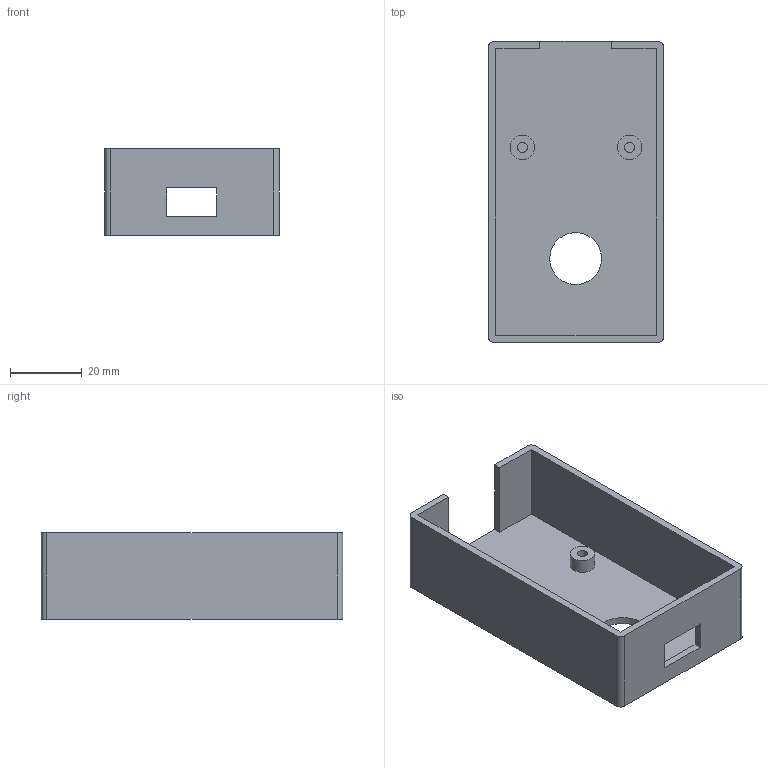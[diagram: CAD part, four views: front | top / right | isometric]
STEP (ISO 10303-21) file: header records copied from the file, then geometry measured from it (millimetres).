
FILE_DESCRIPTION(/* description */ (''),/* implementation_level */ '2;1');
FILE_NAME(/* name */ 'co2home-case.step.step',/* time_stamp */ '2023-04-01T17:50:40-04:00',/* author */ (''),/* organization */ (''),/* preprocessor_version */ 'ST-DEVELOPER v19.2',/* originating_system */ 'Autodesk Translation Framework v11.17.0.187',/* authorisation */ '');
FILE_SCHEMA (('AUTOMOTIVE_DESIGN { 1 0 10303 214 3 1 1 }'));
Length unit declared in the file: millimetre
Products named in the file (2): co2home case; Case
Assembly tree (1 placements, depth 2):
  co2home case
    Case
Bounding box: 48.6 x 83.8 x 24 mm (x, y, z)
Volume: 18208.8 mm3; surface area: 18985.7 mm2
Topology: 1 solids, 1 shells, 31 faces, 75 edges, 50 vertices
Faces by surface type: plane 22, cylinder 9
Full cylindrical faces by diameter (mm): 2.8 x2, 6.8 x2, 14.422 x1
Entity records: 968 total; most frequent: DIRECTION 161, CARTESIAN_POINT 159, ORIENTED_EDGE 150, EDGE_CURVE 75, LINE 57, VECTOR 57, AXIS2_PLACEMENT_3D 52, VERTEX_POINT 50
